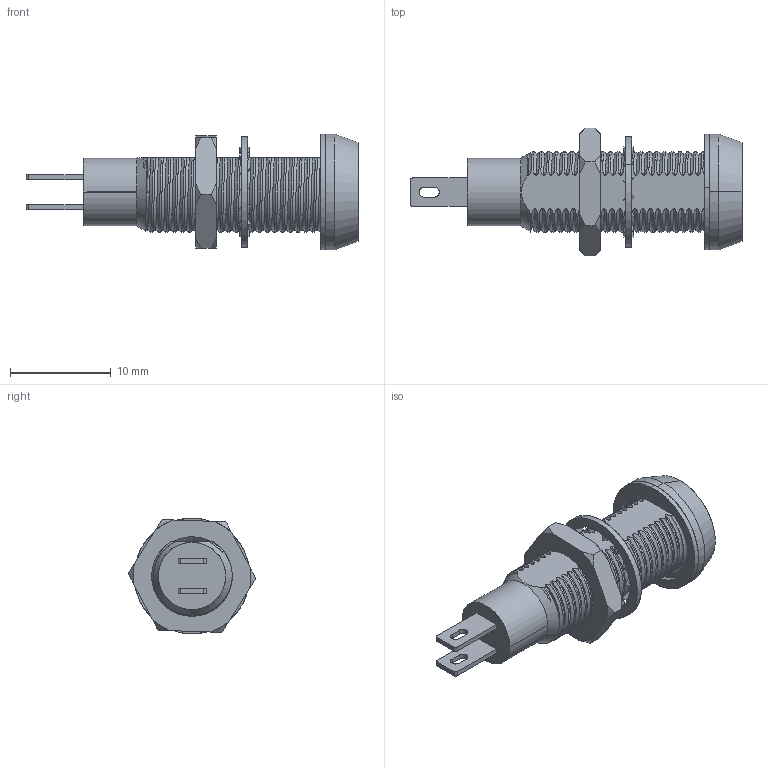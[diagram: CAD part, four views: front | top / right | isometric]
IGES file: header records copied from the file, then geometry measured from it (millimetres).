
Start section: SolidWorks IGES file using analytic representation for surfaces
Global section: file name: PM5-A677XXXV.IGS; native system: SolidWorks 2015; preprocessor: SolidWorks 2015; author: awright; date: 150429.094937; units: inch
Bounding box: 33 x 12.69 x 11.5 mm (x, y, z)
Surface area: 2166.1 mm2 (no closed solid volume)
Topology: 0 solids, 0 shells, 401 faces, 5127 edges, 4986 vertices
Faces by surface type: bspline 246, revolution 155
